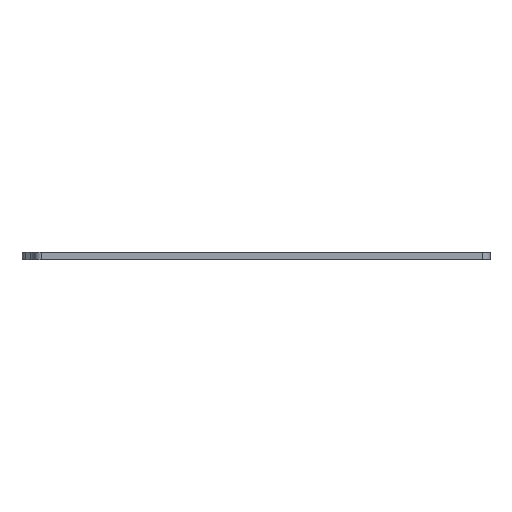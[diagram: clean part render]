
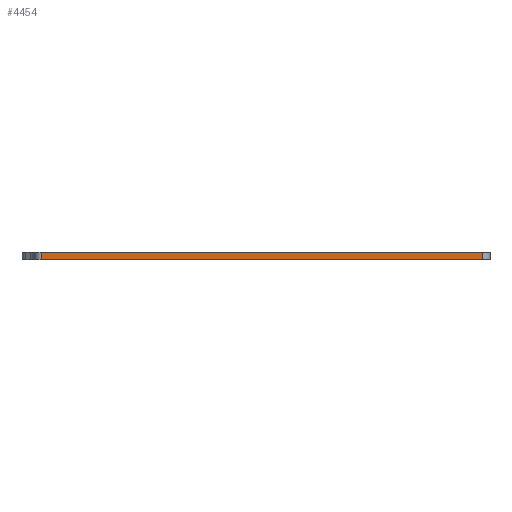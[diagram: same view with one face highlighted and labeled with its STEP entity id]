
A CAD part, left-side view. The second image highlights one B-rep face of the part: STEP entity #4454.
In plain terms, the highlighted planar face has unit normal (-1, 0, 0).
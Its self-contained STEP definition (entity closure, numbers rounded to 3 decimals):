
#152=PLANE('',#4935);
#338=FACE_OUTER_BOUND('',#662,.T.);
#662=EDGE_LOOP('',(#3653,#3654,#3655,#3656));
#823=LINE('',#6632,#1213);
#875=LINE('',#6861,#1265);
#1031=LINE('',#7447,#1421);
#1032=LINE('',#7449,#1422);
#1213=VECTOR('',#5212,10.);
#1265=VECTOR('',#5442,10.);
#1421=VECTOR('',#6018,10.);
#1422=VECTOR('',#6021,10.);
#1875=VERTEX_POINT('',#6629);
#1876=VERTEX_POINT('',#6631);
#1963=VERTEX_POINT('',#6858);
#1964=VERTEX_POINT('',#6860);
#2315=EDGE_CURVE('',#1875,#1876,#823,.T.);
#2427=EDGE_CURVE('',#1963,#1964,#875,.T.);
#2717=EDGE_CURVE('',#1963,#1876,#1031,.T.);
#2718=EDGE_CURVE('',#1964,#1875,#1032,.T.);
#3653=ORIENTED_EDGE('',*,*,#2427,.F.);
#3654=ORIENTED_EDGE('',*,*,#2717,.T.);
#3655=ORIENTED_EDGE('',*,*,#2315,.F.);
#3656=ORIENTED_EDGE('',*,*,#2718,.F.);
#4454=ADVANCED_FACE('',(#338),#152,.T.);
#4935=AXIS2_PLACEMENT_3D('',#7448,#6019,#6020);
#5212=DIRECTION('',(0.,1.,0.));
#5442=DIRECTION('',(0.,-1.,0.));
#6018=DIRECTION('',(0.,0.,-1.));
#6019=DIRECTION('center_axis',(-1.,0.,0.));
#6020=DIRECTION('ref_axis',(0.,1.,0.));
#6021=DIRECTION('',(0.,0.,-1.));
#6629=CARTESIAN_POINT('',(-188.5,-188.,-3.));
#6631=CARTESIAN_POINT('',(-188.5,178.,-3.));
#6632=CARTESIAN_POINT('',(-188.5,184.,-3.));
#6858=CARTESIAN_POINT('',(-188.5,178.,3.));
#6860=CARTESIAN_POINT('',(-188.5,-188.,3.));
#6861=CARTESIAN_POINT('',(-188.5,184.,3.));
#7447=CARTESIAN_POINT('',(-188.5,178.,3.));
#7448=CARTESIAN_POINT('Origin',(-188.5,-188.,3.));
#7449=CARTESIAN_POINT('',(-188.5,-188.,3.));
